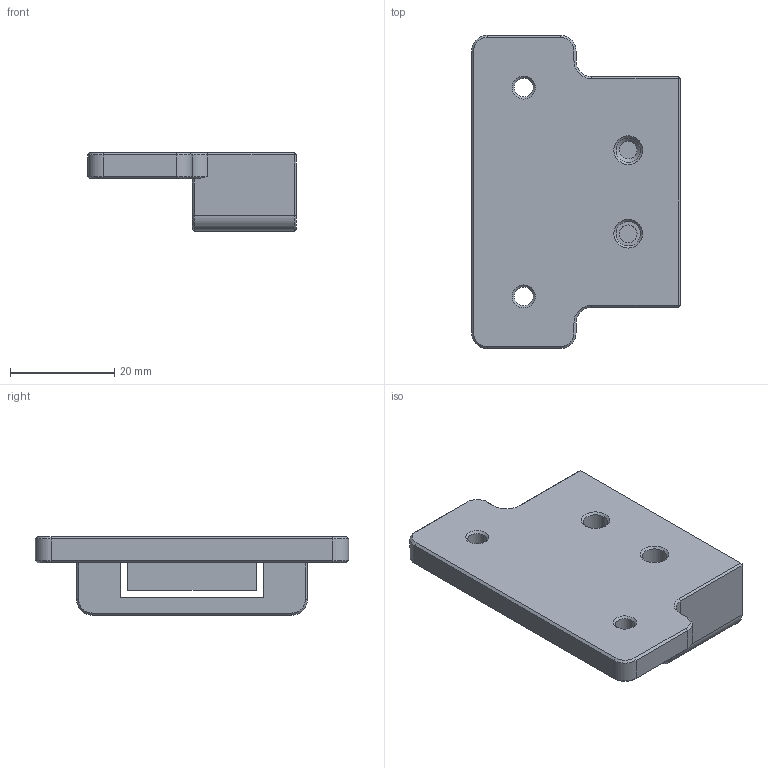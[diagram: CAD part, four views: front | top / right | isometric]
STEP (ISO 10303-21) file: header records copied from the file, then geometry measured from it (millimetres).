
FILE_DESCRIPTION(/* description */ (''),/* implementation_level */ '2;1');
FILE_NAME(/* name */ 'Doom 300 DIN Rail Mounting Block v2.step',/* time_stamp */ '2023-06-18T10:45:04-04:00',/* author */ (''),/* organization */ (''),/* preprocessor_version */ 'ST-DEVELOPER v19.2',/* originating_system */ 'Autodesk Translation Framework v12.6.0.85',/* authorisation */ '');
FILE_SCHEMA (('AUTOMOTIVE_DESIGN { 1 0 10303 214 3 1 1 }'));
Length unit declared in the file: millimetre
Products named in the file (1): Doom 300 DIN Rail Mounting Block
Bounding box: 40 x 60 x 15 mm (x, y, z)
Volume: 17383.7 mm3; surface area: 8388.6 mm2
Topology: 1 solids, 1 shells, 98 faces, 231 edges, 134 vertices
Faces by surface type: plane 60, cone 24, cylinder 14
Full cylindrical faces by diameter (mm): 3.4 x2, 3.6 x2, 4.7 x2
Entity records: 2767 total; most frequent: DIRECTION 479, CARTESIAN_POINT 468, ORIENTED_EDGE 462, EDGE_CURVE 231, LINE 177, VECTOR 177, AXIS2_PLACEMENT_3D 151, VERTEX_POINT 134
